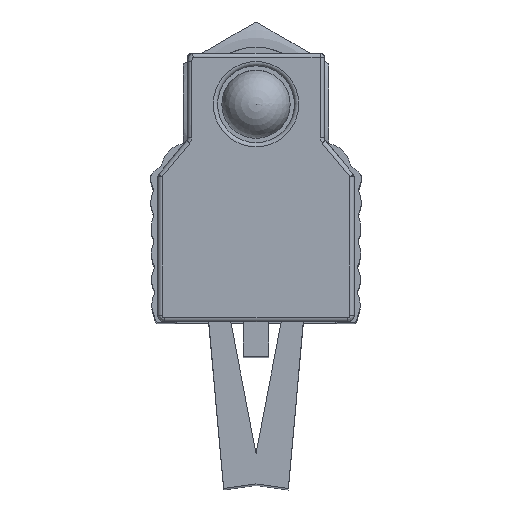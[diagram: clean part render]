
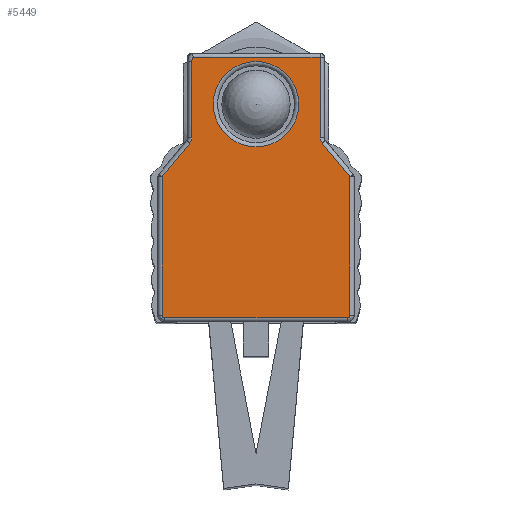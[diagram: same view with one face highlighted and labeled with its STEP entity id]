
A CAD part, top view. The second image highlights one B-rep face of the part: STEP entity #5449.
In plain terms, the highlighted planar face has unit normal (0, 0, 1).
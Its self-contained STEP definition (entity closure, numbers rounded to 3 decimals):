
#4906=CARTESIAN_POINT('',(11.,-8.5,52.5));
#4907=VERTEX_POINT('',#4906);
#4931=CARTESIAN_POINT('',(-11.,-8.5,52.5));
#4932=VERTEX_POINT('',#4931);
#4956=CARTESIAN_POINT('',(7.5,5.5,52.5));
#4957=VERTEX_POINT('',#4956);
#4983=CARTESIAN_POINT('',(7.731,-4.561,52.5));
#4984=VERTEX_POINT('',#4983);
#4992=CARTESIAN_POINT('',(7.731,-4.561,52.5));
#4993=DIRECTION('',(0.639,-0.769,0.));
#4994=VECTOR('',#4993,5.119);
#4995=LINE('',#4992,#4994);
#4996=EDGE_CURVE('',#4984,#4907,#4995,.T.);
#5008=CARTESIAN_POINT('',(7.5,-3.922,52.5));
#5009=VERTEX_POINT('',#5008);
#5017=CARTESIAN_POINT('',(8.5,-3.922,52.5));
#5018=DIRECTION('',(0.,0.,1.0));
#5019=DIRECTION('',(-0.941,-0.339,0.));
#5020=AXIS2_PLACEMENT_3D('',#5017,#5018,#5019);
#5021=CIRCLE('',#5020,1.0);
#5022=EDGE_CURVE('',#5009,#4984,#5021,.T.);
#5033=CARTESIAN_POINT('',(7.5,5.5,52.5));
#5034=DIRECTION('',(0.0,-1.0,0.0));
#5035=VECTOR('',#5034,9.422);
#5036=LINE('',#5033,#5035);
#5037=EDGE_CURVE('',#4957,#5009,#5036,.T.);
#5050=CARTESIAN_POINT('',(-7.731,-4.561,52.5));
#5051=VERTEX_POINT('',#5050);
#5052=CARTESIAN_POINT('',(-11.,-8.5,52.5));
#5053=DIRECTION('',(0.639,0.769,0.));
#5054=VECTOR('',#5053,5.119);
#5055=LINE('',#5052,#5054);
#5056=EDGE_CURVE('',#4932,#5051,#5055,.T.);
#5075=CARTESIAN_POINT('',(-7.5,-3.922,52.5));
#5076=VERTEX_POINT('',#5075);
#5077=CARTESIAN_POINT('',(-8.5,-3.922,52.5));
#5078=DIRECTION('',(0.,0.,1.0));
#5079=DIRECTION('',(0.941,-0.339,0.));
#5080=AXIS2_PLACEMENT_3D('',#5077,#5078,#5079);
#5081=CIRCLE('',#5080,1.0);
#5082=EDGE_CURVE('',#5051,#5076,#5081,.T.);
#5102=CARTESIAN_POINT('',(-7.322,5.5,52.5));
#5103=VERTEX_POINT('',#5102);
#5121=CARTESIAN_POINT('',(-7.322,5.5,52.5));
#5122=DIRECTION('',(1.0,0.0,0.0));
#5123=VECTOR('',#5122,14.822);
#5124=LINE('',#5121,#5123);
#5125=EDGE_CURVE('',#5103,#4957,#5124,.T.);
#5135=CARTESIAN_POINT('',(-7.5,5.014,52.5));
#5136=VERTEX_POINT('',#5135);
#5137=CARTESIAN_POINT('',(-6.861,5.056,52.5));
#5138=DIRECTION('',(0.,0.,-1.0));
#5139=DIRECTION('',(-0.894,0.447,0.));
#5140=AXIS2_PLACEMENT_3D('',#5137,#5138,#5139);
#5141=CIRCLE('',#5140,0.64);
#5142=EDGE_CURVE('',#5136,#5103,#5141,.T.);
#5172=CARTESIAN_POINT('',(-7.5,-3.922,52.5));
#5173=DIRECTION('',(0.0,1.0,0.0));
#5174=VECTOR('',#5173,8.936);
#5175=LINE('',#5172,#5174);
#5176=EDGE_CURVE('',#5076,#5136,#5175,.T.);
#5188=CARTESIAN_POINT('',(-10.7,-25.,52.5));
#5189=VERTEX_POINT('',#5188);
#5198=CARTESIAN_POINT('',(10.7,-25.,52.5));
#5199=VERTEX_POINT('',#5198);
#5207=CARTESIAN_POINT('',(10.7,-25.,52.5));
#5208=DIRECTION('',(-1.0,0.,0.0));
#5209=VECTOR('',#5208,21.4);
#5210=LINE('',#5207,#5209);
#5211=EDGE_CURVE('',#5199,#5189,#5210,.T.);
#5270=CARTESIAN_POINT('',(-11.,-24.7,52.5));
#5271=VERTEX_POINT('',#5270);
#5272=CARTESIAN_POINT('',(-10.7,-24.7,52.5));
#5273=DIRECTION('',(0.,0.,-1.0));
#5274=DIRECTION('',(-0.707,-0.707,0.));
#5275=AXIS2_PLACEMENT_3D('',#5272,#5273,#5274);
#5276=CIRCLE('',#5275,0.3);
#5277=EDGE_CURVE('',#5189,#5271,#5276,.T.);
#5296=CARTESIAN_POINT('',(-11.,-24.7,52.5));
#5297=DIRECTION('',(0.0,1.0,0.0));
#5298=VECTOR('',#5297,16.2);
#5299=LINE('',#5296,#5298);
#5300=EDGE_CURVE('',#5271,#4932,#5299,.T.);
#5362=CARTESIAN_POINT('',(11.,-24.7,52.5));
#5363=VERTEX_POINT('',#5362);
#5371=CARTESIAN_POINT('',(10.7,-24.7,52.5));
#5372=DIRECTION('',(0.,0.,-1.0));
#5373=DIRECTION('',(0.707,-0.707,0.));
#5374=AXIS2_PLACEMENT_3D('',#5371,#5372,#5373);
#5375=CIRCLE('',#5374,0.3);
#5376=EDGE_CURVE('',#5363,#5199,#5375,.T.);
#5387=CARTESIAN_POINT('',(11.,-8.5,52.5));
#5388=DIRECTION('',(0.0,-1.0,0.0));
#5389=VECTOR('',#5388,16.2);
#5390=LINE('',#5387,#5389);
#5391=EDGE_CURVE('',#4907,#5363,#5390,.T.);
#5418=CARTESIAN_POINT('',(0.01,-10.711,52.5));
#5419=DIRECTION('',(0.0,0.0,-1.0));
#5420=DIRECTION('',(-1.0,0.0,0.0));
#5421=AXIS2_PLACEMENT_3D('',#5418,#5419,#5420);
#5422=PLANE('',#5421);
#5423=ORIENTED_EDGE('',*,*,#5176,.F.);
#5424=ORIENTED_EDGE('',*,*,#5082,.F.);
#5425=ORIENTED_EDGE('',*,*,#5056,.F.);
#5426=ORIENTED_EDGE('',*,*,#5300,.F.);
#5427=ORIENTED_EDGE('',*,*,#5277,.F.);
#5428=ORIENTED_EDGE('',*,*,#5211,.F.);
#5429=ORIENTED_EDGE('',*,*,#5376,.F.);
#5430=ORIENTED_EDGE('',*,*,#5391,.F.);
#5431=ORIENTED_EDGE('',*,*,#4996,.F.);
#5432=ORIENTED_EDGE('',*,*,#5022,.F.);
#5433=ORIENTED_EDGE('',*,*,#5037,.F.);
#5434=ORIENTED_EDGE('',*,*,#5125,.F.);
#5435=ORIENTED_EDGE('',*,*,#5142,.F.);
#5436=EDGE_LOOP('',(#5423,#5424,#5425,#5426,#5427,#5428,#5429,#5430,#5431,#5432,#5433,#5434,#5435));
#5437=FACE_OUTER_BOUND('',#5436,.T.);
#5438=CARTESIAN_POINT('',(-5.0,0.,52.5));
#5439=VERTEX_POINT('',#5438);
#5440=CARTESIAN_POINT('',(0.,0.,52.5));
#5441=DIRECTION('',(0.0,0.0,1.0));
#5442=DIRECTION('',(1.0,0.0,0.0));
#5443=AXIS2_PLACEMENT_3D('',#5440,#5441,#5442);
#5444=CIRCLE('',#5443,5.0);
#5445=EDGE_CURVE('',#5439,#5439,#5444,.T.);
#5446=ORIENTED_EDGE('',*,*,#5445,.F.);
#5447=EDGE_LOOP('',(#5446));
#5448=FACE_BOUND('',#5447,.T.);
#5449=ADVANCED_FACE('',(#5437,#5448),#5422,.F.);
